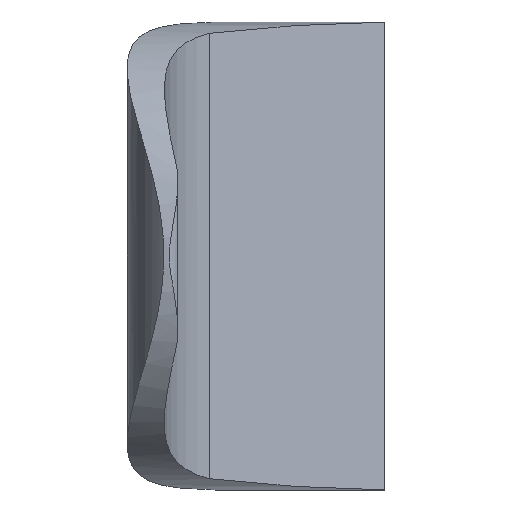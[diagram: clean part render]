
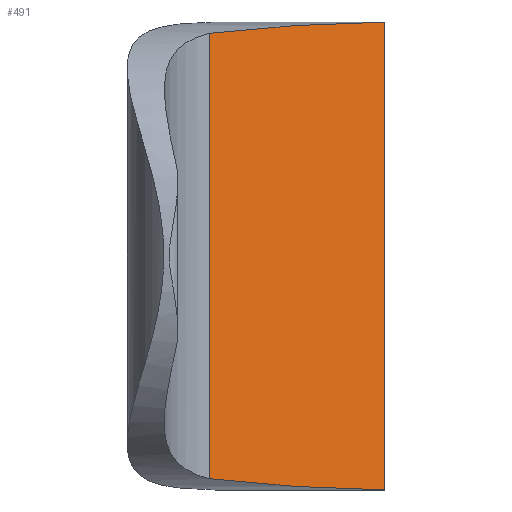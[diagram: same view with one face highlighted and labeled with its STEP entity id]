
A CAD part, left-side view. The second image highlights one B-rep face of the part: STEP entity #491.
In plain terms, the highlighted planar face has unit normal (-0.94, -0.342, 0).
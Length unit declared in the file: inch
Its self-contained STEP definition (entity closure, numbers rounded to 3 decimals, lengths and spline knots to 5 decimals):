
#9 = EDGE_CURVE ( 'NONE', #696, #678, #444, .T. ) ;
#20 = CARTESIAN_POINT ( 'NONE',  ( 0.60359, 0., 0.00037 ) ) ;
#71 = CARTESIAN_POINT ( 'NONE',  ( 0.60359, 0., 0. ) ) ;
#119 = AXIS2_PLACEMENT_3D ( 'NONE', #460, #639, #125 ) ;
#123 = LINE ( 'NONE', #71, #233 ) ;
#125 = DIRECTION ( 'NONE',  ( -0.342, 0.94, 0. ) ) ;
#141 = EDGE_CURVE ( 'NONE', #678, #281, #123, .T. ) ;
#152 = CARTESIAN_POINT ( 'NONE',  ( 0.4332, 0.468, 0.03016 ) ) ;
#161 = CARTESIAN_POINT ( 'NONE',  ( 0.48843, 0.3163, 1.23765 ) ) ;
#169 = VECTOR ( 'NONE', #584, 39.37008 ) ;
#173 = CARTESIAN_POINT ( 'NONE',  ( 0.4332, 0.468, 1.25 ) ) ;
#195 = EDGE_CURVE ( 'NONE', #459, #696, #532, .T. ) ;
#212 = ORIENTED_EDGE ( 'NONE', *, *, #141, .F. ) ;
#233 = VECTOR ( 'NONE', #287, 39.37008 ) ;
#238 = CARTESIAN_POINT ( 'NONE',  ( 0.4332, 0.468, 0.03016 ) ) ;
#262 = CARTESIAN_POINT ( 'NONE',  ( 0.4332, 0.468, 1.21984 ) ) ;
#281 = VERTEX_POINT ( 'NONE', #20 ) ;
#287 = DIRECTION ( 'NONE',  ( 0., 0., -1. ) ) ;
#416 = FACE_OUTER_BOUND ( 'NONE', #646, .T. ) ;
#424 = ORIENTED_EDGE ( 'NONE', *, *, #619, .F. ) ;
#444 =( BOUNDED_CURVE ( )  B_SPLINE_CURVE ( 3, ( #262, #161, #671, #615 ),
 .UNSPECIFIED., .F., .T. ) 
 B_SPLINE_CURVE_WITH_KNOTS ( ( 4, 4 ),
 ( 1.25888, 1.53654 ),
 .UNSPECIFIED. ) 
 CURVE ( )  GEOMETRIC_REPRESENTATION_ITEM ( )  RATIONAL_B_SPLINE_CURVE ( ( 1., 0.994, 0.994, 1. ) ) 
 REPRESENTATION_ITEM ( '' )  );
#459 = VERTEX_POINT ( 'NONE', #238 ) ;
#460 = CARTESIAN_POINT ( 'NONE',  ( 0.60359, 0., 1.25 ) ) ;
#480 = PLANE ( 'NONE',  #119 ) ;
#482 = CARTESIAN_POINT ( 'NONE',  ( 0.4332, 0.468, 1.21984 ) ) ;
#491 = ADVANCED_FACE ( 'NONE', ( #416 ), #480, .F. ) ;
#493 = CARTESIAN_POINT ( 'NONE',  ( 0.60359, 0., 1.24963 ) ) ;
#496 =( BOUNDED_CURVE ( )  B_SPLINE_CURVE ( 3, ( #651, #498, #721, #152 ),
 .UNSPECIFIED., .F., .T. ) 
 B_SPLINE_CURVE_WITH_KNOTS ( ( 4, 4 ),
 ( 4.74665, 5.02431 ),
 .UNSPECIFIED. ) 
 CURVE ( )  GEOMETRIC_REPRESENTATION_ITEM ( )  RATIONAL_B_SPLINE_CURVE ( ( 1., 0.994, 0.994, 1. ) ) 
 REPRESENTATION_ITEM ( '' )  );
#498 = CARTESIAN_POINT ( 'NONE',  ( 0.54559, 0.1593, 0.00235 ) ) ;
#526 = ORIENTED_EDGE ( 'NONE', *, *, #195, .F. ) ;
#532 = LINE ( 'NONE', #173, #169 ) ;
#584 = DIRECTION ( 'NONE',  ( 0., 0., 1. ) ) ;
#615 = CARTESIAN_POINT ( 'NONE',  ( 0.60359, 0., 1.24963 ) ) ;
#619 = EDGE_CURVE ( 'NONE', #281, #459, #496, .T. ) ;
#639 = DIRECTION ( 'NONE',  ( 0.94, 0.342, 0. ) ) ;
#646 = EDGE_LOOP ( 'NONE', ( #526, #424, #212, #714 ) ) ;
#651 = CARTESIAN_POINT ( 'NONE',  ( 0.60359, 0., 0.00037 ) ) ;
#671 = CARTESIAN_POINT ( 'NONE',  ( 0.54559, 0.1593, 1.24765 ) ) ;
#678 = VERTEX_POINT ( 'NONE', #493 ) ;
#696 = VERTEX_POINT ( 'NONE', #482 ) ;
#714 = ORIENTED_EDGE ( 'NONE', *, *, #9, .F. ) ;
#721 = CARTESIAN_POINT ( 'NONE',  ( 0.48843, 0.3163, 0.01235 ) ) ;
